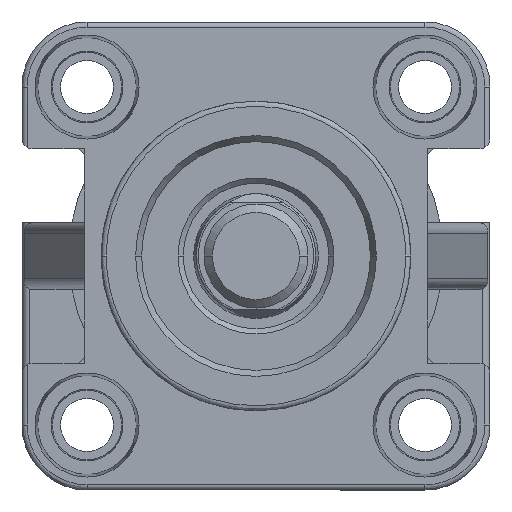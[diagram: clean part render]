
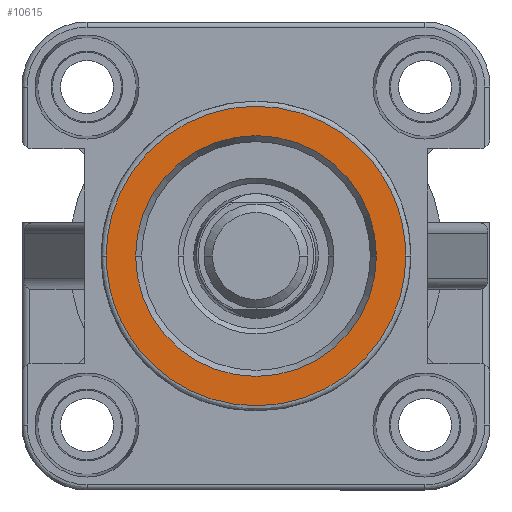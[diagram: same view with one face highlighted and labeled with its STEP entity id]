
A CAD part, left-side view. The second image highlights one B-rep face of the part: STEP entity #10615.
In plain terms, the highlighted planar face has unit normal (-1, 0, 0).
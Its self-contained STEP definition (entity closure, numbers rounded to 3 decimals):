
#949 = CARTESIAN_POINT ( 'NONE',  ( 0., 0., -14.4 ) ) ;
#1053 = EDGE_LOOP ( 'NONE', ( #14022, #4669 ) ) ;
#1210 = CARTESIAN_POINT ( 'NONE',  ( 0., 0., 0. ) ) ;
#1286 =( BOUNDED_CURVE ( )  B_SPLINE_CURVE ( 3, ( #949, #9208, #15773, #14563 ),
 .UNSPECIFIED., .F., .T. ) 
 B_SPLINE_CURVE_WITH_KNOTS ( ( 4, 4 ),
 ( 0., 1. ),
 .UNSPECIFIED. ) 
 CURVE ( )  GEOMETRIC_REPRESENTATION_ITEM ( )  RATIONAL_B_SPLINE_CURVE ( ( 1., 0.333, 0.333, 1. ) ) 
 REPRESENTATION_ITEM ( '' )  );
#1405 = AXIS2_PLACEMENT_3D ( 'NONE', #3439, #14352, #14116 ) ;
#1568 = CARTESIAN_POINT ( 'NONE',  ( 0., 0., -11.577 ) ) ;
#2513 = DIRECTION ( 'NONE',  ( -1., 0., 0. ) ) ;
#2581 = CARTESIAN_POINT ( 'NONE',  ( 0., 0., -14.4 ) ) ;
#2660 = EDGE_CURVE ( 'NONE', #12591, #14708, #4611, .T. ) ;
#3439 = CARTESIAN_POINT ( 'NONE',  ( 0., 11., 0. ) ) ;
#3788 = CARTESIAN_POINT ( 'NONE',  ( 0., 0., 11.577 ) ) ;
#3879 = CARTESIAN_POINT ( 'NONE',  ( 0., -28.8, 14.4 ) ) ;
#4611 = CIRCLE ( 'NONE', #7439, 11.577 ) ;
#4669 = ORIENTED_EDGE ( 'NONE', *, *, #5765, .F. ) ;
#4822 = FACE_OUTER_BOUND ( 'NONE', #1053, .T. ) ;
#5765 = EDGE_CURVE ( 'NONE', #17573, #11929, #9678, .T. ) ;
#6927 = EDGE_CURVE ( 'NONE', #14708, #12591, #10937, .T. ) ;
#7395 = DIRECTION ( 'NONE',  ( -1., 0., 0. ) ) ;
#7439 = AXIS2_PLACEMENT_3D ( 'NONE', #1210, #2513, #10726 ) ;
#7552 = EDGE_CURVE ( 'NONE', #11929, #17573, #1286, .T. ) ;
#8115 = CARTESIAN_POINT ( 'NONE',  ( 0., 0., 14.4 ) ) ;
#9208 = CARTESIAN_POINT ( 'NONE',  ( 0., 28.8, -14.4 ) ) ;
#9446 = CARTESIAN_POINT ( 'NONE',  ( 0., 0., 14.4 ) ) ;
#9678 =( BOUNDED_CURVE ( )  B_SPLINE_CURVE ( 3, ( #8115, #3879, #13534, #2581 ),
 .UNSPECIFIED., .F., .T. ) 
 B_SPLINE_CURVE_WITH_KNOTS ( ( 4, 4 ),
 ( 0., 1. ),
 .UNSPECIFIED. ) 
 CURVE ( )  GEOMETRIC_REPRESENTATION_ITEM ( )  RATIONAL_B_SPLINE_CURVE ( ( 1., 0.333, 0.333, 1. ) ) 
 REPRESENTATION_ITEM ( '' )  );
#10423 = ORIENTED_EDGE ( 'NONE', *, *, #2660, .F. ) ;
#10615 = ADVANCED_FACE ( 'NONE', ( #13329, #4822 ), #11568, .F. ) ;
#10726 = DIRECTION ( 'NONE',  ( 0., 0., 1. ) ) ;
#10756 = CARTESIAN_POINT ( 'NONE',  ( 0., 0., -14.4 ) ) ;
#10937 = CIRCLE ( 'NONE', #14153, 11.577 ) ;
#11568 = PLANE ( 'NONE',  #1405 ) ;
#11929 = VERTEX_POINT ( 'NONE', #10756 ) ;
#12591 = VERTEX_POINT ( 'NONE', #3788 ) ;
#12832 = CARTESIAN_POINT ( 'NONE',  ( 0., 0., 0. ) ) ;
#13329 = FACE_BOUND ( 'NONE', #13377, .T. ) ;
#13377 = EDGE_LOOP ( 'NONE', ( #10423, #16648 ) ) ;
#13534 = CARTESIAN_POINT ( 'NONE',  ( 0., -28.8, -14.4 ) ) ;
#14022 = ORIENTED_EDGE ( 'NONE', *, *, #7552, .F. ) ;
#14116 = DIRECTION ( 'NONE',  ( 0., 0., -1. ) ) ;
#14153 = AXIS2_PLACEMENT_3D ( 'NONE', #12832, #7395, #16906 ) ;
#14352 = DIRECTION ( 'NONE',  ( 1., 0., 0. ) ) ;
#14563 = CARTESIAN_POINT ( 'NONE',  ( 0., 0., 14.4 ) ) ;
#14708 = VERTEX_POINT ( 'NONE', #1568 ) ;
#15773 = CARTESIAN_POINT ( 'NONE',  ( 0., 28.8, 14.4 ) ) ;
#16648 = ORIENTED_EDGE ( 'NONE', *, *, #6927, .F. ) ;
#16906 = DIRECTION ( 'NONE',  ( 0., 0., 1. ) ) ;
#17573 = VERTEX_POINT ( 'NONE', #9446 ) ;
